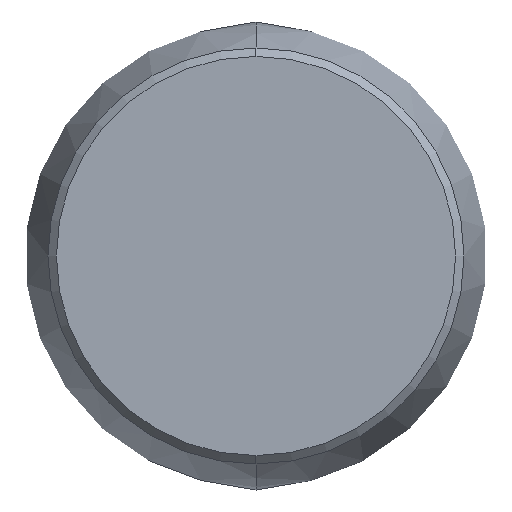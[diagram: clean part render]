
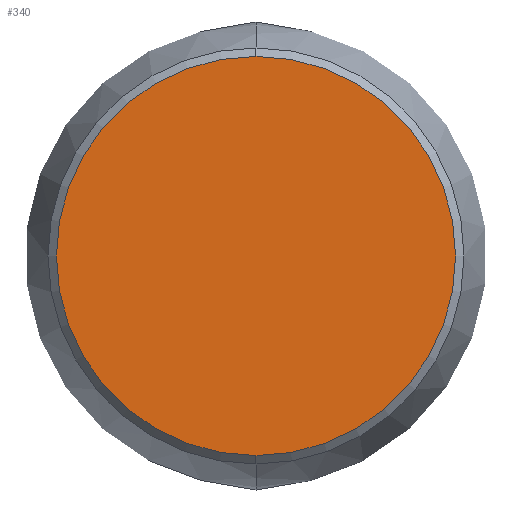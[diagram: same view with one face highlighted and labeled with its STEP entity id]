
A CAD part, left-side view. The second image highlights one B-rep face of the part: STEP entity #340.
In plain terms, the highlighted planar face has unit normal (-1, 0, 0).
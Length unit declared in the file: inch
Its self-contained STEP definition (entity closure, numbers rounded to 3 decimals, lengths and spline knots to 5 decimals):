
#155 = CIRCLE ( 'NONE', #1633, 0.02495 ) ;
#188 = ORIENTED_EDGE ( 'NONE', *, *, #1203, .F. ) ;
#192 = AXIS2_PLACEMENT_3D ( 'NONE', #510, #1082, #1417 ) ;
#340 = ADVANCED_FACE ( 'NONE', ( #1475 ), #1524, .F. ) ;
#510 = CARTESIAN_POINT ( 'NONE',  ( 0., 0., 0. ) ) ;
#543 = DIRECTION ( 'NONE',  ( 1., 0., 0. ) ) ;
#789 = EDGE_CURVE ( 'NONE', #1071, #1207, #1766, .T. ) ;
#799 = AXIS2_PLACEMENT_3D ( 'NONE', #1628, #1619, #1622 ) ;
#960 = EDGE_LOOP ( 'NONE', ( #1473, #188 ) ) ;
#964 = CARTESIAN_POINT ( 'NONE',  ( 0., 0., 0.02495 ) ) ;
#994 = DIRECTION ( 'NONE',  ( 0., 0., 1. ) ) ;
#1071 = VERTEX_POINT ( 'NONE', #964 ) ;
#1082 = DIRECTION ( 'NONE',  ( 1., 0., 0. ) ) ;
#1109 = CARTESIAN_POINT ( 'NONE',  ( 0., 0., -0.02495 ) ) ;
#1203 = EDGE_CURVE ( 'NONE', #1207, #1071, #155, .T. ) ;
#1207 = VERTEX_POINT ( 'NONE', #1109 ) ;
#1417 = DIRECTION ( 'NONE',  ( 0., 0., 1. ) ) ;
#1473 = ORIENTED_EDGE ( 'NONE', *, *, #789, .F. ) ;
#1475 = FACE_OUTER_BOUND ( 'NONE', #960, .T. ) ;
#1524 = PLANE ( 'NONE',  #799 ) ;
#1619 = DIRECTION ( 'NONE',  ( 1., 0., 0. ) ) ;
#1622 = DIRECTION ( 'NONE',  ( 0., 0., 1. ) ) ;
#1628 = CARTESIAN_POINT ( 'NONE',  ( 0., -0.02045, 0. ) ) ;
#1633 = AXIS2_PLACEMENT_3D ( 'NONE', #1723, #543, #994 ) ;
#1723 = CARTESIAN_POINT ( 'NONE',  ( 0., 0., 0. ) ) ;
#1766 = CIRCLE ( 'NONE', #192, 0.02495 ) ;
